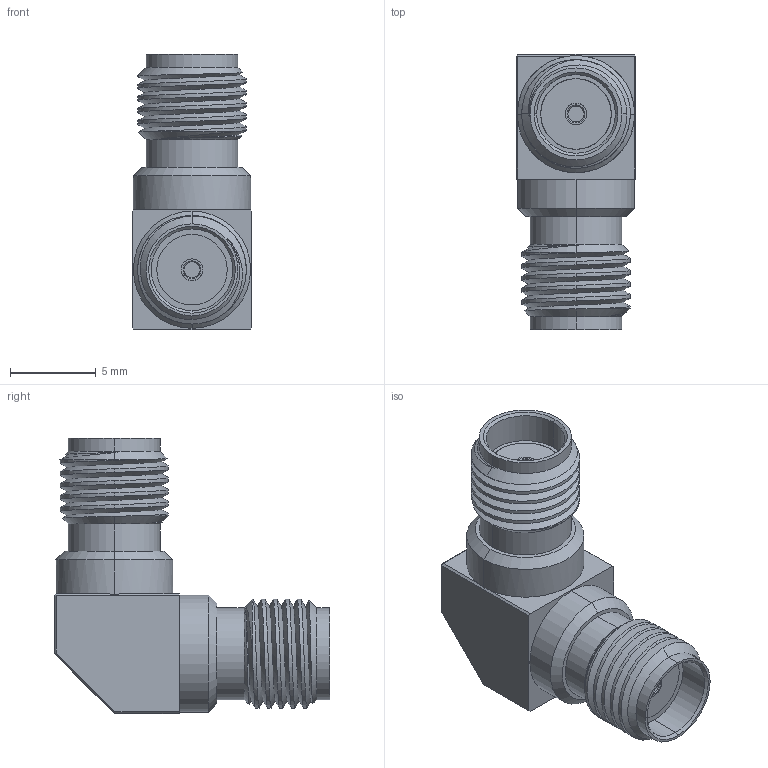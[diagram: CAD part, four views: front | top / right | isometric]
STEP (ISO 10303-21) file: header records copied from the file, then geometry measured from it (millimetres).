
FILE_DESCRIPTION (( 'STEP AP214' ), '1' );
FILE_NAME ('CT-SFSF-R-V-LN1, Defeatured.STEP', '2025-07-29T19:07:22', ( '' ), ( '' ), 'SwSTEP 2.0', 'SolidWorks 2021', '' );
FILE_SCHEMA (( 'AUTOMOTIVE_DESIGN' ));
Length unit declared in the file: inch
Products named in the file (1): CT-SFSF-R-V-LN1, Defeatured
Bounding box: 7 x 16.09 x 16.09 mm (x, y, z)
Volume: 749.2 mm3; surface area: 1016.4 mm2
Topology: 3 solids, 3 shells, 152 faces, 375 edges, 240 vertices
Faces by surface type: cylinder 62, plane 60, cone 26, bspline 4
Entity records: 6467 total; most frequent: CARTESIAN_POINT 2902, ORIENTED_EDGE 750, DIRECTION 721, EDGE_CURVE 375, AXIS2_PLACEMENT_3D 276, VERTEX_POINT 240, LINE 169, VECTOR 169
